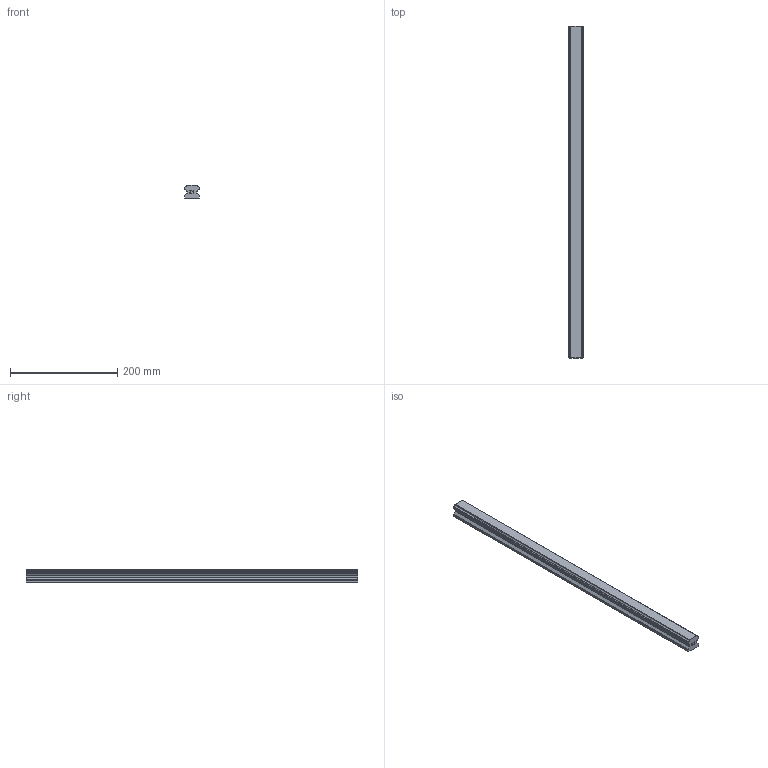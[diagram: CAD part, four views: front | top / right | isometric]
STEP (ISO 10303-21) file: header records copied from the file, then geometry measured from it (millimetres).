
FILE_DESCRIPTION(('STEP AP214'),'1');
FILE_NAME('cctmp_334887FB-08DF-457D-96E2-EFB209E40023_2021_01_26_14_20_30_0630..stp','2021-01-26T13:20:30',('HIWIN GmbH'),('CADClick - www.CADClick.com'),'Spatial InterOp 3D',' ','unknown authorization');
FILE_SCHEMA(('AUTOMOTIVE_DESIGN'));
Length unit declared in the file: millimetre
Products named in the file (1): HGR30T620C_FILE
Bounding box: 28 x 620 x 26 mm (x, y, z)
Volume: 375970.4 mm3; surface area: 72382 mm2
Topology: 1 solids, 1 shells, 147 faces, 407 edges, 258 vertices
Faces by surface type: plane 93, cylinder 38, cone 16
Entity records: 5737 total; most frequent: CARTESIAN_POINT 797, ORIENTED_EDGE 782, DIRECTION 763, EDGE_CURVE 391, LINE 315, VECTOR 315, VERTEX_POINT 258, AXIS2_PLACEMENT_3D 224
